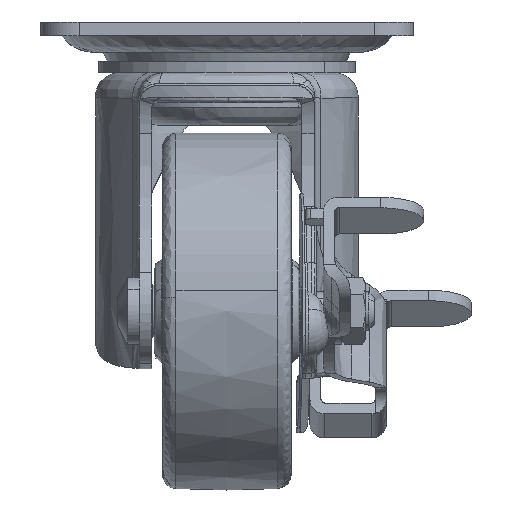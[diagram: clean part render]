
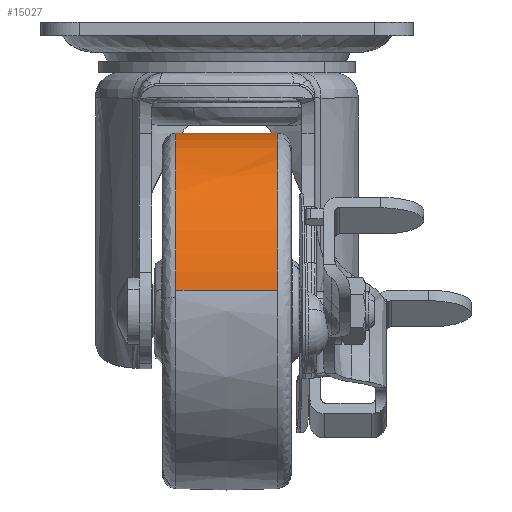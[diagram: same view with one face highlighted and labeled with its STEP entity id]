
A CAD part, left-side view. The second image highlights one B-rep face of the part: STEP entity #15027.
In plain terms, the highlighted free-form (B-spline) face has degree [2, 2] with [3, 3] control points.
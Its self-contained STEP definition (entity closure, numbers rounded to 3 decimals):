
#13907=CARTESIAN_POINT('',(-36.967,10.66,-56.203));
#13908=VERTEX_POINT('',#13907);
#13916=CARTESIAN_POINT('',(0.0,10.66,-23.284));
#13917=VERTEX_POINT('',#13916);
#13918=CARTESIAN_POINT('',(0.0,10.66,-23.284));
#13919=CARTESIAN_POINT('',(-2.75,10.66,-23.284));
#13920=CARTESIAN_POINT('',(-7.333,10.66,-23.795));
#13921=CARTESIAN_POINT('',(-12.879,10.66,-25.484));
#13922=CARTESIAN_POINT('',(-16.686,10.66,-27.173));
#13923=CARTESIAN_POINT('',(-20.748,10.66,-29.454));
#13924=CARTESIAN_POINT('',(-24.861,10.66,-32.586));
#13925=CARTESIAN_POINT('',(-28.408,10.66,-36.333));
#13926=CARTESIAN_POINT('',(-30.952,10.66,-39.718));
#13927=CARTESIAN_POINT('',(-33.21,10.66,-43.47));
#13928=CARTESIAN_POINT('',(-35.613,10.66,-48.978));
#13929=CARTESIAN_POINT('',(-36.65,10.66,-53.471));
#13930=CARTESIAN_POINT('',(-36.967,10.66,-56.203));
#13931=B_SPLINE_CURVE_WITH_KNOTS('',3,(#13918,#13919,#13920,#13921,#13922,#13923,#13924,#13925,#13926,#13927,#13928,#13929,#13930),.UNSPECIFIED.,.F.,.U.,(4,1,1,1,1,1,1,1,1,1,4),(0.,8.25,13.749,17.345,20.73,27.71,32.787,36.172,40.402,45.902,54.152),.UNSPECIFIED.);
#13932=EDGE_CURVE('',#13917,#13908,#13931,.T.);
#14260=CARTESIAN_POINT('',(0.0,-10.66,-23.284));
#14261=VERTEX_POINT('',#14260);
#14279=CARTESIAN_POINT('',(-36.967,-10.66,-56.203));
#14280=VERTEX_POINT('',#14279);
#14281=CARTESIAN_POINT('',(0.0,-10.66,-23.284));
#14282=CARTESIAN_POINT('',(-2.679,-10.66,-23.284));
#14283=CARTESIAN_POINT('',(-6.769,-10.66,-23.728));
#14284=CARTESIAN_POINT('',(-12.55,-10.66,-25.346));
#14285=CARTESIAN_POINT('',(-17.227,-10.66,-27.358));
#14286=CARTESIAN_POINT('',(-21.735,-10.66,-30.148));
#14287=CARTESIAN_POINT('',(-25.984,-10.66,-33.659));
#14288=CARTESIAN_POINT('',(-29.569,-10.66,-37.668));
#14289=CARTESIAN_POINT('',(-32.159,-10.66,-41.631));
#14290=CARTESIAN_POINT('',(-34.026,-10.66,-45.273));
#14291=CARTESIAN_POINT('',(-35.834,-10.66,-49.875));
#14292=CARTESIAN_POINT('',(-36.682,-10.66,-53.752));
#14293=CARTESIAN_POINT('',(-36.967,-10.66,-56.203));
#14294=B_SPLINE_CURVE_WITH_KNOTS('',3,(#14281,#14282,#14283,#14284,#14285,#14286,#14287,#14288,#14289,#14290,#14291,#14292,#14293),.UNSPECIFIED.,.F.,.U.,(4,1,1,1,1,1,1,1,1,1,4),(0.,8.038,12.269,17.98,23.268,28.133,34.479,39.345,42.306,46.748,54.152),.UNSPECIFIED.);
#14295=EDGE_CURVE('',#14261,#14280,#14294,.T.);
#14971=CARTESIAN_POINT('',(0.0,-10.66,-23.284));
#14972=CARTESIAN_POINT('',(0.0,0.,-22.715));
#14973=CARTESIAN_POINT('',(0.0,10.66,-23.284));
#14981=(BOUNDED_CURVE()B_SPLINE_CURVE(2,(#14971,#14972,#14973),.UNSPECIFIED.,.F.,.U.)B_SPLINE_CURVE_WITH_KNOTS((3,3),(0.459,0.541),.UNSPECIFIED.)CURVE()GEOMETRIC_REPRESENTATION_ITEM()RATIONAL_B_SPLINE_CURVE((0.907,0.906,0.907))REPRESENTATION_ITEM(''));
#14982=EDGE_CURVE('',#14261,#13917,#14981,.T.);
#14988=CARTESIAN_POINT('',(-36.967,-10.66,-56.203));
#14989=CARTESIAN_POINT('',(-37.532,0.,-56.137));
#14990=CARTESIAN_POINT('',(-36.967,10.66,-56.203));
#14998=(BOUNDED_CURVE()B_SPLINE_CURVE(2,(#14988,#14989,#14990),.UNSPECIFIED.,.F.,.U.)B_SPLINE_CURVE_WITH_KNOTS((3,3),(0.459,0.541),.UNSPECIFIED.)CURVE()GEOMETRIC_REPRESENTATION_ITEM()RATIONAL_B_SPLINE_CURVE((0.868,0.867,0.868))REPRESENTATION_ITEM(''));
#14999=EDGE_CURVE('',#14280,#13908,#14998,.T.);
#15004=CARTESIAN_POINT('',(0.0,-11.723,-23.344));
#15005=CARTESIAN_POINT('',(0.0,0.,-22.656));
#15006=CARTESIAN_POINT('',(0.0,11.723,-23.344));
#15007=CARTESIAN_POINT('',(-33.087,-11.723,-23.344));
#15008=CARTESIAN_POINT('',(-33.7,0.,-22.656));
#15009=CARTESIAN_POINT('',(-33.087,11.723,-23.344));
#15010=CARTESIAN_POINT('',(-36.908,-11.723,-56.21));
#15011=CARTESIAN_POINT('',(-37.591,0.,-56.13));
#15012=CARTESIAN_POINT('',(-36.908,11.723,-56.21));
#15020=(BOUNDED_SURFACE()B_SPLINE_SURFACE(2,2,((#15004,#15007,#15010),(#15005,#15008,#15011),(#15006,#15009,#15012)),.UNSPECIFIED.,.F.,.F.,.U.)B_SPLINE_SURFACE_WITH_KNOTS((3,3),(3,3),(0.0,23.466),(0.0,57.099),.UNSPECIFIED.)GEOMETRIC_REPRESENTATION_ITEM()RATIONAL_B_SPLINE_SURFACE(((0.907,0.663,0.868),(0.905,0.661,0.866),(0.907,0.663,0.868)))REPRESENTATION_ITEM('')SURFACE());
#15021=ORIENTED_EDGE('',*,*,#13932,.T.);
#15022=ORIENTED_EDGE('',*,*,#14999,.F.);
#15023=ORIENTED_EDGE('',*,*,#14295,.F.);
#15024=ORIENTED_EDGE('',*,*,#14982,.T.);
#15025=EDGE_LOOP('',(#15021,#15022,#15023,#15024));
#15026=FACE_OUTER_BOUND('',#15025,.T.);
#15027=ADVANCED_FACE('',(#15026),#15020,.T.);
